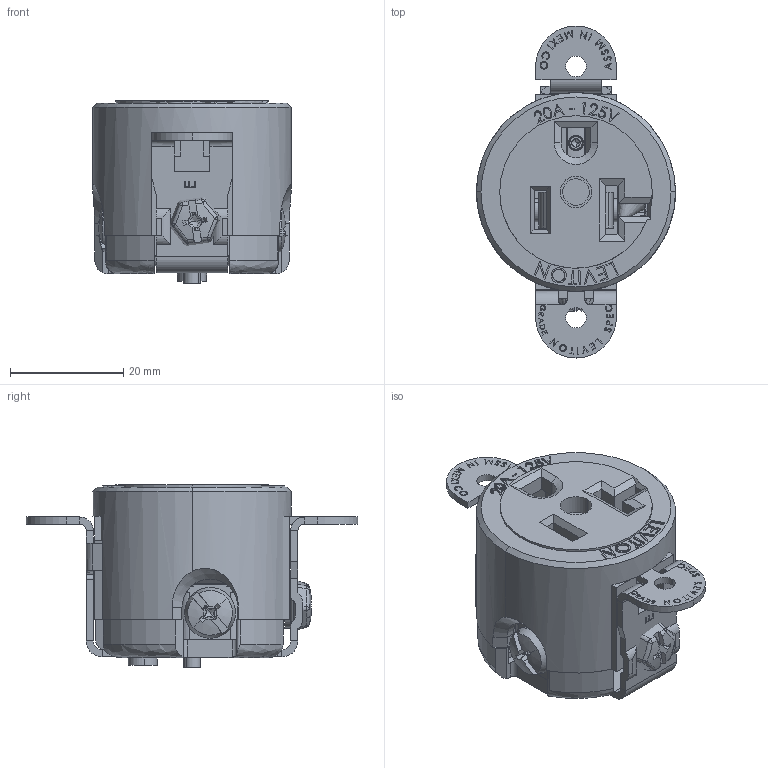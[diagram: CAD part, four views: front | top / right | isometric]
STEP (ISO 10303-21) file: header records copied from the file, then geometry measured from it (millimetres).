
FILE_DESCRIPTION (( 'STEP AP203' ), '1' );
FILE_NAME ('CATSTD-05558-000-M01.STEP', '2020-03-04T15:11:52', ( '' ), ( '' ), 'SwSTEP 2.0', 'SolidWorks 2017', '' );
FILE_SCHEMA (( 'CONFIG_CONTROL_DESIGN' ));
Length unit declared in the file: inch
Products named in the file (1): CATSTD-05558-000-M01
Bounding box: 35.18 x 58.71 x 32.23 mm (x, y, z)
Surface area: 20741.9 mm2 (no closed solid volume)
Topology: 0 solids, 11 shells, 1784 faces, 4809 edges, 3155 vertices
Faces by surface type: plane 1136, cylinder 280, bspline 256, cone 71, torus 25, sphere 16
Entity records: 74299 total; most frequent: CARTESIAN_POINT 31271, ORIENTED_EDGE 9580, DIRECTION 7760, EDGE_CURVE 4798, VECTOR 3220, LINE 3220, VERTEX_POINT 3155, AXIS2_PLACEMENT_3D 2270
